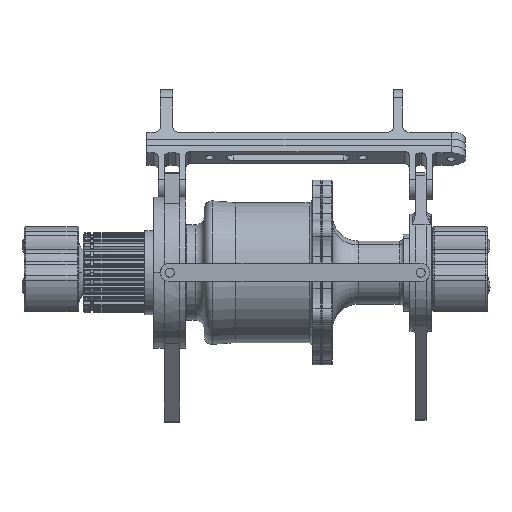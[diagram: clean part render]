
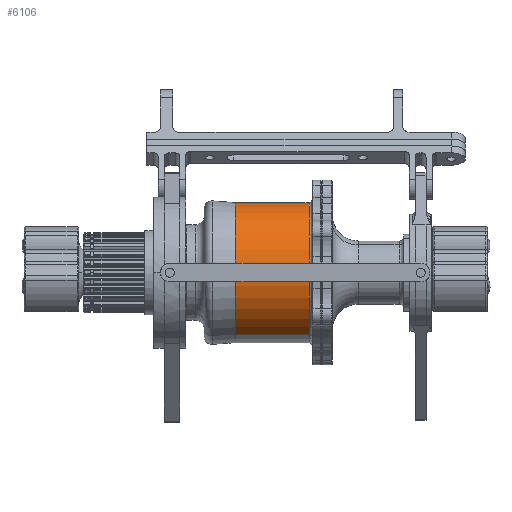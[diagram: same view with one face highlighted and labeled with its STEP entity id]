
A CAD part, left-side view. The second image highlights one B-rep face of the part: STEP entity #6106.
In plain terms, the highlighted cylindrical face has radius 45.5 mm (diameter 91 mm), a partial arc.
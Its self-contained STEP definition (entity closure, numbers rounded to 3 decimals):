
#6067=CARTESIAN_POINT('Axis2P3D Location',(0.,0.,77.35)) ;
#6072=CARTESIAN_POINT('Line Origine',(-21.814,39.93,31.)) ;
#6076=CARTESIAN_POINT('Vertex',(-21.814,39.93,56.)) ;
#6078=CARTESIAN_POINT('Vertex',(-21.814,39.93,8.)) ;
#6081=CARTESIAN_POINT('Axis2P3D Location',(0.,0.,56.)) ;
#6085=CARTESIAN_POINT('Vertex',(21.814,-39.93,56.)) ;
#6088=CARTESIAN_POINT('Line Origine',(21.814,-39.93,31.)) ;
#6092=CARTESIAN_POINT('Vertex',(21.814,-39.93,8.)) ;
#6095=CARTESIAN_POINT('Axis2P3D Location',(0.,0.,8.)) ;
#6068=DIRECTION('Axis2P3D Direction',(0.,0.,1.)) ;
#6069=DIRECTION('Axis2P3D XDirection',(0.479,-0.878,0.)) ;
#6073=DIRECTION('Vector Direction',(0.,0.,1.)) ;
#6082=DIRECTION('Axis2P3D Direction',(0.,0.,1.)) ;
#6089=DIRECTION('Vector Direction',(0.,0.,1.)) ;
#6096=DIRECTION('Axis2P3D Direction',(0.,0.,1.)) ;
#6070=AXIS2_PLACEMENT_3D('Cylinder Axis2P3D',#6067,#6068,#6069) ;
#6083=AXIS2_PLACEMENT_3D('Circle Axis2P3D',#6081,#6082,$) ;
#6097=AXIS2_PLACEMENT_3D('Circle Axis2P3D',#6095,#6096,$) ;
#6101=ORIENTED_EDGE('',*,*,#6080,.F.) ;
#6102=ORIENTED_EDGE('',*,*,#6087,.F.) ;
#6103=ORIENTED_EDGE('',*,*,#6094,.T.) ;
#6104=ORIENTED_EDGE('',*,*,#6099,.F.) ;
#6074=VECTOR('Line Direction',#6073,1.) ;
#6090=VECTOR('Line Direction',#6089,1.) ;
#6106=ADVANCED_FACE('\X2\96F64EF651E04F554F53\X0\',(#6105),#6071,.T.) ;
#6084=CIRCLE('generated circle',#6083,45.5) ;
#6098=CIRCLE('generated circle',#6097,45.5) ;
#6071=CYLINDRICAL_SURFACE('generated cylinder',#6070,45.5) ;
#6080=EDGE_CURVE('',#6077,#6079,#6075,.F.) ;
#6087=EDGE_CURVE('',#6086,#6077,#6084,.T.) ;
#6094=EDGE_CURVE('',#6086,#6093,#6091,.F.) ;
#6099=EDGE_CURVE('',#6079,#6093,#6098,.F.) ;
#6100=EDGE_LOOP('',(#6101,#6102,#6103,#6104)) ;
#6105=FACE_OUTER_BOUND('',#6100,.T.) ;
#6075=LINE('Line',#6072,#6074) ;
#6091=LINE('Line',#6088,#6090) ;
#6077=VERTEX_POINT('',#6076) ;
#6079=VERTEX_POINT('',#6078) ;
#6086=VERTEX_POINT('',#6085) ;
#6093=VERTEX_POINT('',#6092) ;
